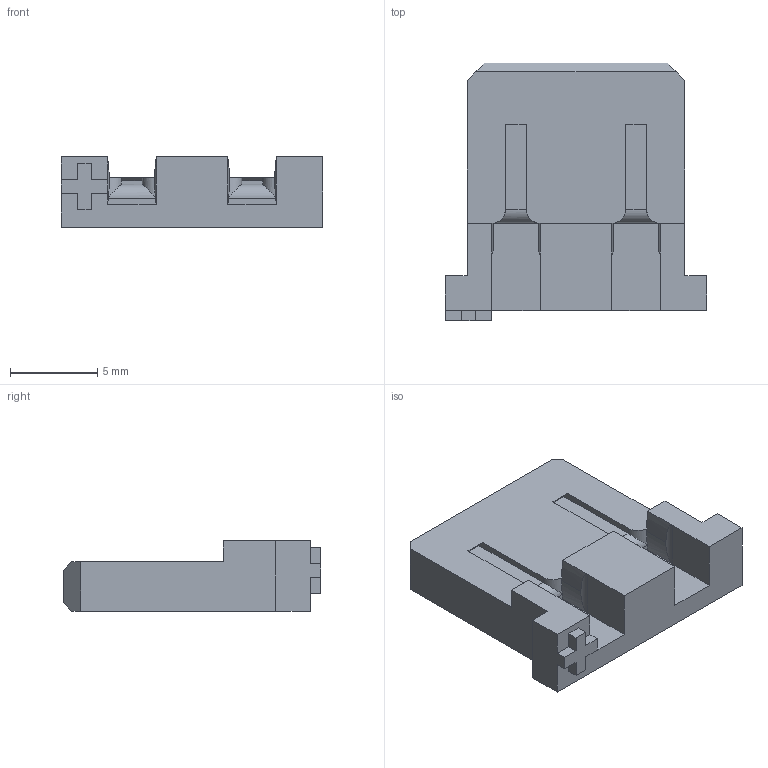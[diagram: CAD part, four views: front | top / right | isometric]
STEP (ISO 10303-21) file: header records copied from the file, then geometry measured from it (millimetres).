
FILE_DESCRIPTION (( 'STEP AP214' ), '1' );
FILE_NAME ('USB_dupont_Adapter.STEP', '2021-12-23T21:38:28', ( '' ), ( '' ), 'SwSTEP 2.0', 'SolidWorks 2021', '' );
FILE_SCHEMA (( 'AUTOMOTIVE_DESIGN' ));
Length unit declared in the file: millimetre
Products named in the file (1): USB_dupont_Adapter
Bounding box: 15 x 14.8 x 4.05 mm (x, y, z)
Volume: 516.6 mm3; surface area: 624.2 mm2
Topology: 1 solids, 1 shells, 66 faces, 176 edges, 112 vertices
Faces by surface type: plane 50, cylinder 16
Entity records: 2824 total; most frequent: CARTESIAN_POINT 437, ORIENTED_EDGE 352, DIRECTION 314, EDGE_CURVE 176, LINE 152, VECTOR 152, VERTEX_POINT 112, AXIS2_PLACEMENT_3D 81
